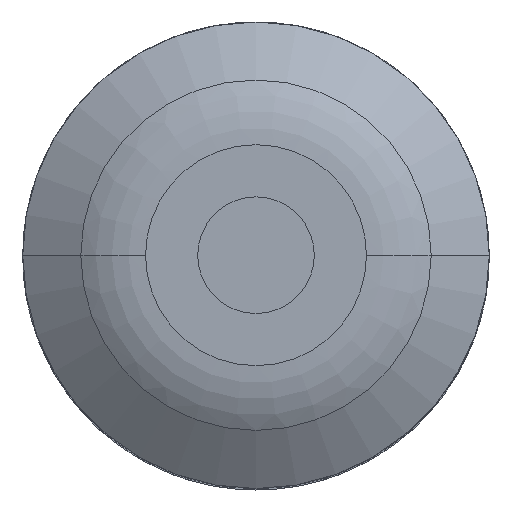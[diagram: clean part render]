
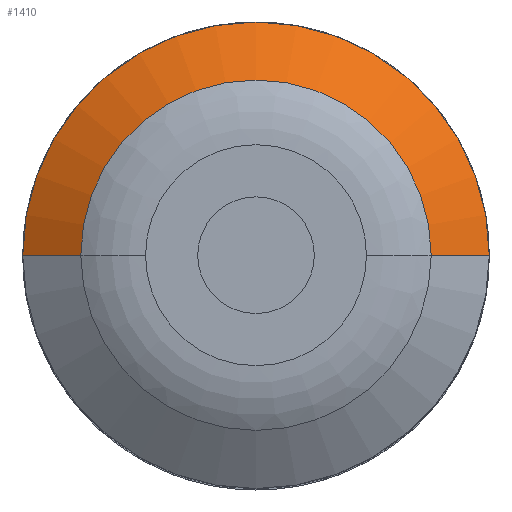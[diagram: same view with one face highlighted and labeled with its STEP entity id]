
A CAD part, top view. The second image highlights one B-rep face of the part: STEP entity #1410.
In plain terms, the highlighted conical face has half-angle 56.31 degrees and reference radius 5 mm.
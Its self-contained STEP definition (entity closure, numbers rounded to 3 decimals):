
#96 = ORIENTED_EDGE ( 'NONE', *, *, #1010, .T. ) ;
#135 = AXIS2_PLACEMENT_3D ( 'NONE', #1091, #1624, #576 ) ;
#148 = ORIENTED_EDGE ( 'NONE', *, *, #1081, .F. ) ;
#176 = AXIS2_PLACEMENT_3D ( 'NONE', #1433, #1546, #362 ) ;
#230 = CARTESIAN_POINT ( 'NONE',  ( 0., 0., 75. ) ) ;
#362 = DIRECTION ( 'NONE',  ( -1., 0., 0. ) ) ;
#365 = LINE ( 'NONE', #868, #752 ) ;
#436 = FACE_OUTER_BOUND ( 'NONE', #950, .T. ) ;
#478 = DIRECTION ( 'NONE',  ( -1., 0., 0. ) ) ;
#500 = DIRECTION ( 'NONE',  ( -0.832, 0., -0.555 ) ) ;
#567 = EDGE_CURVE ( 'NONE', #681, #1105, #365, .T. ) ;
#576 = DIRECTION ( 'NONE',  ( -1., 0., 0. ) ) ;
#622 = VECTOR ( 'NONE', #500, 1000. ) ;
#664 = AXIS2_PLACEMENT_3D ( 'NONE', #230, #1509, #478 ) ;
#681 = VERTEX_POINT ( 'NONE', #736 ) ;
#730 = CARTESIAN_POINT ( 'NONE',  ( -15.019, 0., 78.321 ) ) ;
#736 = CARTESIAN_POINT ( 'NONE',  ( 15.019, 0., 78.321 ) ) ;
#752 = VECTOR ( 'NONE', #1405, 1000. ) ;
#868 = CARTESIAN_POINT ( 'NONE',  ( 5., 0., 85. ) ) ;
#941 = ORIENTED_EDGE ( 'NONE', *, *, #567, .T. ) ;
#950 = EDGE_LOOP ( 'NONE', ( #96, #941, #1305, #148 ) ) ;
#963 = CONICAL_SURFACE ( 'NONE', #135, 5., 0.983 ) ;
#1010 = EDGE_CURVE ( 'NONE', #1590, #681, #1120, .T. ) ;
#1055 = CARTESIAN_POINT ( 'NONE',  ( 20., 0., 75. ) ) ;
#1081 = EDGE_CURVE ( 'NONE', #1590, #1195, #1436, .T. ) ;
#1091 = CARTESIAN_POINT ( 'NONE',  ( 0., 0., 85. ) ) ;
#1105 = VERTEX_POINT ( 'NONE', #1055 ) ;
#1120 = CIRCLE ( 'NONE', #176, 15.019 ) ;
#1195 = VERTEX_POINT ( 'NONE', #1471 ) ;
#1305 = ORIENTED_EDGE ( 'NONE', *, *, #1613, .T. ) ;
#1326 = CARTESIAN_POINT ( 'NONE',  ( -5., 0., 85. ) ) ;
#1405 = DIRECTION ( 'NONE',  ( 0.832, 0., -0.555 ) ) ;
#1410 = ADVANCED_FACE ( 'NONE', ( #436 ), #963, .T. ) ;
#1433 = CARTESIAN_POINT ( 'NONE',  ( 0., 0., 78.321 ) ) ;
#1436 = LINE ( 'NONE', #1326, #622 ) ;
#1461 = CIRCLE ( 'NONE', #664, 20. ) ;
#1471 = CARTESIAN_POINT ( 'NONE',  ( -20., 0., 75. ) ) ;
#1509 = DIRECTION ( 'NONE',  ( 0., 0., 1. ) ) ;
#1546 = DIRECTION ( 'NONE',  ( 0., 0., -1. ) ) ;
#1590 = VERTEX_POINT ( 'NONE', #730 ) ;
#1613 = EDGE_CURVE ( 'NONE', #1105, #1195, #1461, .T. ) ;
#1624 = DIRECTION ( 'NONE',  ( 0., 0., -1. ) ) ;
